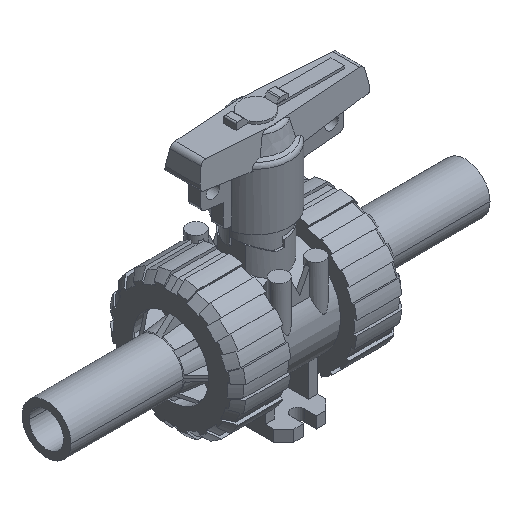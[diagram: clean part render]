
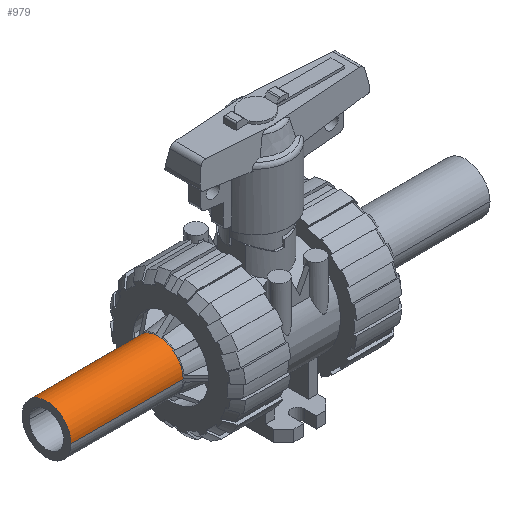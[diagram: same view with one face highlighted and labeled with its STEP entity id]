
A CAD part, isometric view. The second image highlights one B-rep face of the part: STEP entity #979.
In plain terms, the highlighted free-form (B-spline) face has degree [8, 1] with [9, 2] control points.
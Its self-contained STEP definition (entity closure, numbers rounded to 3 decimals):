
#979=ADVANCED_FACE('',(#2218),#2219,.T.);
#2218=FACE_OUTER_BOUND('',#4269,.T.);
#2219=B_SPLINE_SURFACE_WITH_KNOTS('',8,1,((#4270,#4271),(#4272,#4273),(#4274,#4275),(#4276,#4277),(#4278,#4279),(#4280,#4281),(#4282,#4283),(#4284,#4285),(#4286,#4287)),.UNSPECIFIED.,.F.,.F.,.F.,(9,9),(2,2),(-6.284,-3.141),(9139.999,9185.701),.UNSPECIFIED.);
#4269=EDGE_LOOP('',(#7182,#7183,#7184,#7185));
#4270=CARTESIAN_POINT('',(-85.501,10.,32.99));
#4271=CARTESIAN_POINT('',(-39.799,10.05,32.99));
#4272=CARTESIAN_POINT('',(-85.501,10.004,36.919));
#4273=CARTESIAN_POINT('',(-39.799,10.054,36.939));
#4274=CARTESIAN_POINT('',(-85.501,8.243,40.851));
#4275=CARTESIAN_POINT('',(-39.799,8.285,40.89));
#4276=CARTESIAN_POINT('',(-85.501,4.719,43.859));
#4277=CARTESIAN_POINT('',(-39.799,4.743,43.913));
#4278=CARTESIAN_POINT('',(-85.501,-0.001,45.021));
#4279=CARTESIAN_POINT('',(-39.799,-0.001,45.081));
#4280=CARTESIAN_POINT('',(-85.501,-4.718,43.859));
#4281=CARTESIAN_POINT('',(-39.799,-4.741,43.913));
#4282=CARTESIAN_POINT('',(-85.501,-8.243,40.851));
#4283=CARTESIAN_POINT('',(-39.799,-8.285,40.89));
#4284=CARTESIAN_POINT('',(-85.501,-10.004,36.919));
#4285=CARTESIAN_POINT('',(-39.799,-10.054,36.939));
#4286=CARTESIAN_POINT('',(-85.501,-10.,32.99));
#4287=CARTESIAN_POINT('',(-39.799,-10.05,32.99));
#7182=ORIENTED_EDGE('',*,*,#11148,.T.);
#7183=ORIENTED_EDGE('',*,*,#11155,.T.);
#7184=ORIENTED_EDGE('',*,*,#11150,.T.);
#7185=ORIENTED_EDGE('',*,*,#11157,.F.);
#11148=EDGE_CURVE('',#13391,#13392,#13393,.T.);
#11150=EDGE_CURVE('',#13396,#13394,#13397,.T.);
#11155=EDGE_CURVE('',#13392,#13396,#13404,.T.);
#11157=EDGE_CURVE('',#13391,#13394,#13406,.T.);
#13391=VERTEX_POINT('',#17932);
#13392=VERTEX_POINT('',#17933);
#13393=LINE('',#17934,#17935);
#13394=VERTEX_POINT('',#17936);
#13396=VERTEX_POINT('',#17946);
#13397=LINE('',#17947,#17948);
#13404=B_SPLINE_CURVE_WITH_KNOTS('',8,(#17979,#17980,#17981,#17982,#17983,#17984,#17985,#17986,#17987),.UNSPECIFIED.,.F.,.F.,(9,9),(0.,0.031),.UNSPECIFIED.);
#13406=B_SPLINE_CURVE_WITH_KNOTS('',8,(#17989,#17990,#17991,#17992,#17993,#17994,#17995,#17996,#17997),.UNSPECIFIED.,.F.,.F.,(9,9),(-6.283,-3.142),.UNSPECIFIED.);
#17932=CARTESIAN_POINT('',(-39.8,10.05,33.));
#17933=CARTESIAN_POINT('',(-85.5,10.,33.));
#17934=CARTESIAN_POINT('',(-62.65,10.025,33.));
#17935=VECTOR('',#23367,1000.0);
#17936=CARTESIAN_POINT('',(-39.8,-10.05,33.));
#17946=CARTESIAN_POINT('',(-85.5,-10.,33.));
#17947=CARTESIAN_POINT('',(-62.65,-10.025,33.));
#17948=VECTOR('',#23368,1000.0);
#17979=CARTESIAN_POINT('',(-85.5,10.,33.));
#17980=CARTESIAN_POINT('',(-85.5,10.,36.927));
#17981=CARTESIAN_POINT('',(-85.5,8.238,40.854));
#17982=CARTESIAN_POINT('',(-85.5,4.715,43.858));
#17983=CARTESIAN_POINT('',(-85.5,-0.001,45.018));
#17984=CARTESIAN_POINT('',(-85.5,-4.714,43.858));
#17985=CARTESIAN_POINT('',(-85.5,-8.238,40.854));
#17986=CARTESIAN_POINT('',(-85.5,-10.,36.927));
#17987=CARTESIAN_POINT('',(-85.5,-10.,33.));
#17989=CARTESIAN_POINT('',(-39.8,10.05,33.));
#17990=CARTESIAN_POINT('',(-39.8,10.05,36.947));
#17991=CARTESIAN_POINT('',(-39.8,8.279,40.893));
#17992=CARTESIAN_POINT('',(-39.8,4.738,43.912));
#17993=CARTESIAN_POINT('',(-39.8,-0.001,45.078));
#17994=CARTESIAN_POINT('',(-39.8,-4.737,43.912));
#17995=CARTESIAN_POINT('',(-39.8,-8.279,40.893));
#17996=CARTESIAN_POINT('',(-39.8,-10.05,36.947));
#17997=CARTESIAN_POINT('',(-39.8,-10.05,33.));
#23367=DIRECTION('',(-1.,-0.001,0.));
#23368=DIRECTION('',(1.,-0.001,0.));
